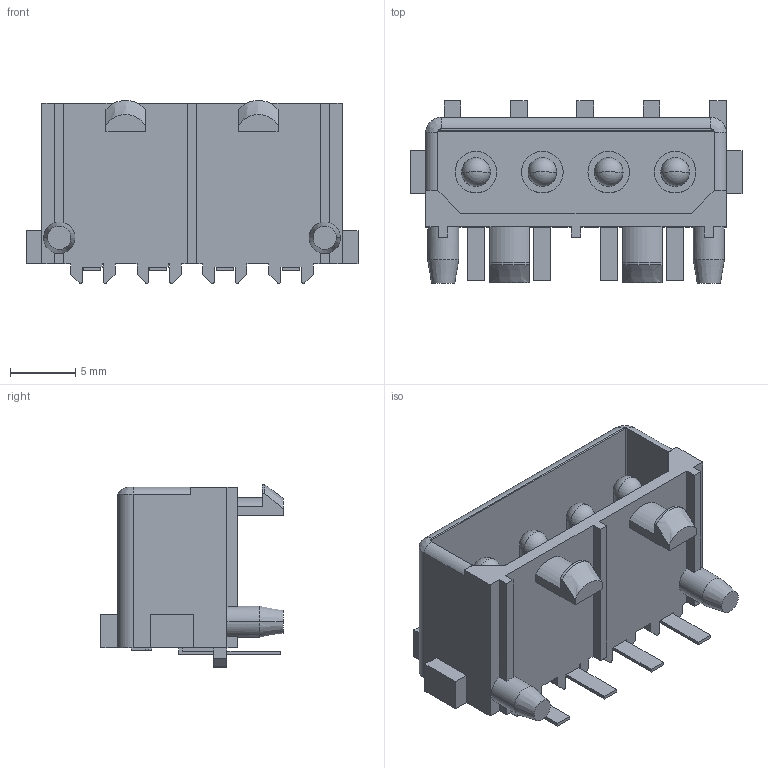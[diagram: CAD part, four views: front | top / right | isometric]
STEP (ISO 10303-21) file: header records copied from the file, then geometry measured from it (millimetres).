
FILE_DESCRIPTION((''),'2;1');
FILE_NAME('C-827001-2','2008-02-19T',('workeradm'),('Tyco Electronics Corporation'),'PRO/ENGINEER BY PARAMETRIC TECHNOLOGY CORPORATION, 2005450','PRO/ENGINEER BY PARAMETRIC TECHNOLOGY CORPORATION, 2005450','');
FILE_SCHEMA(('CONFIG_CONTROL_DESIGN', 'GEOMETRIC_VALIDATION_PROPERTIES_MIM'));
Length unit declared in the file: millimetre
Products named in the file (1): C-827001-2
Bounding box: 25.4 x 13.95 x 14 mm (x, y, z)
Volume: 1284.3 mm3; surface area: 2356.7 mm2
Topology: 1 solids, 1 shells, 224 faces, 615 edges, 396 vertices
Faces by surface type: plane 165, cylinder 43, sphere 8, cone 4, bspline 4
Entity records: 7194 total; most frequent: CARTESIAN_POINT 1342, ORIENTED_EDGE 1214, DIRECTION 1153, EDGE_CURVE 607, VECTOR 493, LINE 493, VERTEX_POINT 396, AXIS2_PLACEMENT_3D 330
